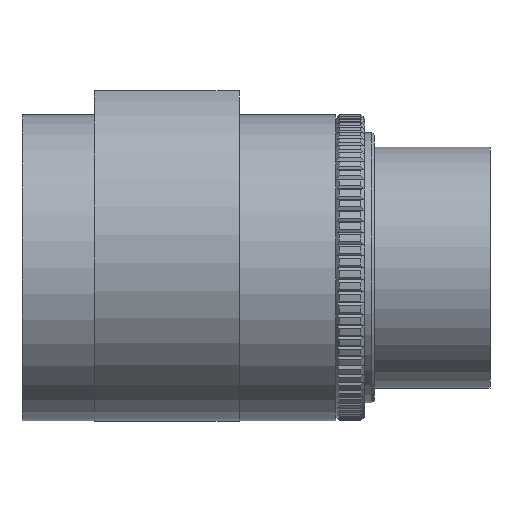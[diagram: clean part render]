
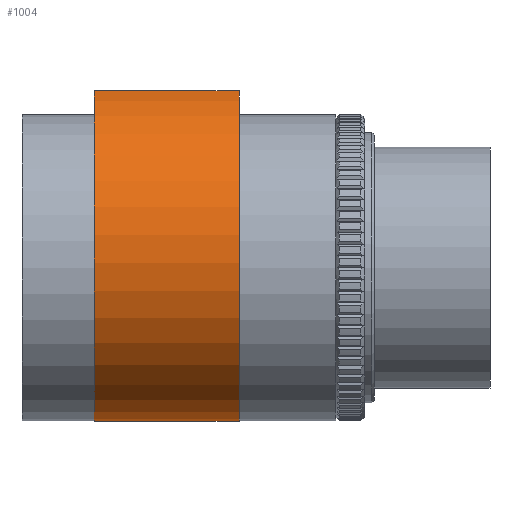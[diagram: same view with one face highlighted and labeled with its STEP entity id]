
A CAD part, front view. The second image highlights one B-rep face of the part: STEP entity #1004.
In plain terms, the highlighted cylindrical face has radius 35 mm (diameter 70 mm), a partial arc.
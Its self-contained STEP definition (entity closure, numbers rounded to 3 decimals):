
#82 = CARTESIAN_POINT ( 'NONE',  ( 221.18, 224.471, -34.25 ) ) ;
#214 = CARTESIAN_POINT ( 'NONE',  ( 236.18, 224.471, 0.75 ) ) ;
#258 = DIRECTION ( 'NONE',  ( 1., 0., 0. ) ) ;
#705 = VECTOR ( 'NONE', #4729, 1000. ) ;
#1004 = ADVANCED_FACE ( 'NONE', ( #10247 ), #1055, .T. ) ;
#1055 = CYLINDRICAL_SURFACE ( 'NONE', #9906, 35. ) ;
#1124 = ORIENTED_EDGE ( 'NONE', *, *, #4456, .T. ) ;
#1548 = DIRECTION ( 'NONE',  ( -1., 0., 0. ) ) ;
#1810 = EDGE_LOOP ( 'NONE', ( #5819, #9222, #1124, #6687 ) ) ;
#1988 = VERTEX_POINT ( 'NONE', #2616 ) ;
#2034 = CARTESIAN_POINT ( 'NONE',  ( 236.18, 224.471, -34.25 ) ) ;
#2423 = CARTESIAN_POINT ( 'NONE',  ( 221.18, 224.471, 0.75 ) ) ;
#2463 = AXIS2_PLACEMENT_3D ( 'NONE', #2423, #8131, #3235 ) ;
#2569 = CIRCLE ( 'NONE', #6701, 35. ) ;
#2616 = CARTESIAN_POINT ( 'NONE',  ( 251.18, 224.471, -34.25 ) ) ;
#2888 = LINE ( 'NONE', #7183, #705 ) ;
#3231 = CIRCLE ( 'NONE', #2463, 35. ) ;
#3235 = DIRECTION ( 'NONE',  ( 0., 0., -1. ) ) ;
#3541 = VECTOR ( 'NONE', #3692, 1000. ) ;
#3640 = CARTESIAN_POINT ( 'NONE',  ( 221.18, 214.335, 34.25 ) ) ;
#3692 = DIRECTION ( 'NONE',  ( 1., 0., 0. ) ) ;
#4456 = EDGE_CURVE ( 'NONE', #1988, #4979, #2569, .T. ) ;
#4729 = DIRECTION ( 'NONE',  ( -1., 0., 0. ) ) ;
#4979 = VERTEX_POINT ( 'NONE', #6420 ) ;
#5456 = VERTEX_POINT ( 'NONE', #82 ) ;
#5638 = EDGE_CURVE ( 'NONE', #5456, #1988, #5725, .T. ) ;
#5725 = LINE ( 'NONE', #2034, #3541 ) ;
#5819 = ORIENTED_EDGE ( 'NONE', *, *, #10082, .T. ) ;
#6420 = CARTESIAN_POINT ( 'NONE',  ( 251.18, 214.335, 34.25 ) ) ;
#6437 = CARTESIAN_POINT ( 'NONE',  ( 251.18, 224.471, 0.75 ) ) ;
#6687 = ORIENTED_EDGE ( 'NONE', *, *, #6812, .T. ) ;
#6701 = AXIS2_PLACEMENT_3D ( 'NONE', #6437, #1548, #7250 ) ;
#6774 = DIRECTION ( 'NONE',  ( 0., 0., -1. ) ) ;
#6812 = EDGE_CURVE ( 'NONE', #4979, #8681, #2888, .T. ) ;
#7183 = CARTESIAN_POINT ( 'NONE',  ( 236.18, 214.335, 34.25 ) ) ;
#7250 = DIRECTION ( 'NONE',  ( 0., 0., -1. ) ) ;
#8131 = DIRECTION ( 'NONE',  ( 1., 0., 0. ) ) ;
#8681 = VERTEX_POINT ( 'NONE', #3640 ) ;
#9222 = ORIENTED_EDGE ( 'NONE', *, *, #5638, .T. ) ;
#9906 = AXIS2_PLACEMENT_3D ( 'NONE', #214, #258, #6774 ) ;
#10082 = EDGE_CURVE ( 'NONE', #8681, #5456, #3231, .T. ) ;
#10247 = FACE_OUTER_BOUND ( 'NONE', #1810, .T. ) ;
